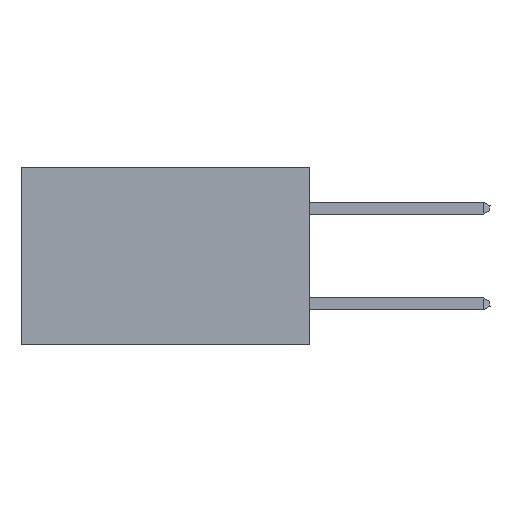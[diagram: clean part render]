
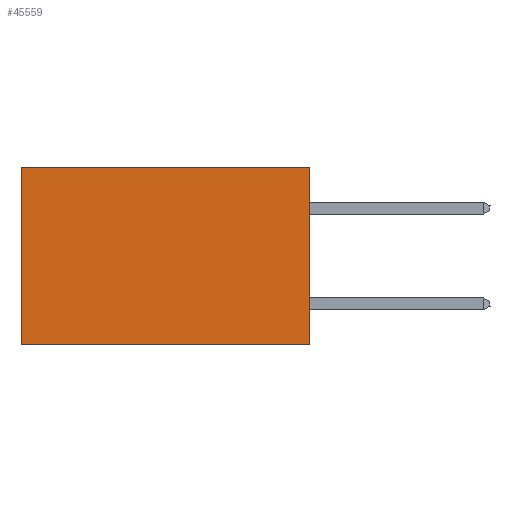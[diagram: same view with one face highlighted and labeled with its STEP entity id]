
A CAD part, left-side view. The second image highlights one B-rep face of the part: STEP entity #45559.
In plain terms, the highlighted planar face has unit normal (-1, 0, 0).
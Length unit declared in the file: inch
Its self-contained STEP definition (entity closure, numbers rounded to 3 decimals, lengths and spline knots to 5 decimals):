
#974 = DIRECTION ( 'NONE',  ( 0., 0., -1. ) ) ;
#1118 = CARTESIAN_POINT ( 'NONE',  ( 0.2875, 0.6, 0. ) ) ;
#2915 = DIRECTION ( 'NONE',  ( 1., 0., 0. ) ) ;
#3222 = EDGE_CURVE ( 'NONE', #23618, #35398, #10347, .T. ) ;
#3389 = CARTESIAN_POINT ( 'NONE',  ( 0.2875, 0., -0.37 ) ) ;
#4092 = CARTESIAN_POINT ( 'NONE',  ( 0.2875, 0.6, -0.37 ) ) ;
#5323 = CARTESIAN_POINT ( 'NONE',  ( 0.2875, 0., 0. ) ) ;
#5923 = ORIENTED_EDGE ( 'NONE', *, *, #3222, .T. ) ;
#7416 = ORIENTED_EDGE ( 'NONE', *, *, #44735, .F. ) ;
#9093 = ORIENTED_EDGE ( 'NONE', *, *, #28824, .T. ) ;
#9748 = LINE ( 'NONE', #1118, #13661 ) ;
#9820 = DIRECTION ( 'NONE',  ( 0., 0., -1. ) ) ;
#9994 = DIRECTION ( 'NONE',  ( 0., 1., 0. ) ) ;
#10196 = VECTOR ( 'NONE', #9994, 39.37008 ) ;
#10347 = LINE ( 'NONE', #5323, #41180 ) ;
#10846 = VERTEX_POINT ( 'NONE', #23068 ) ;
#12846 = DIRECTION ( 'NONE',  ( 0., 1., 0. ) ) ;
#13661 = VECTOR ( 'NONE', #974, 39.37008 ) ;
#14342 = EDGE_LOOP ( 'NONE', ( #9093, #34273, #7416, #5923 ) ) ;
#16186 = VECTOR ( 'NONE', #22163, 39.37008 ) ;
#18001 = CARTESIAN_POINT ( 'NONE',  ( 0.2875, 0.6, 0. ) ) ;
#19548 = LINE ( 'NONE', #33296, #16186 ) ;
#20637 = CARTESIAN_POINT ( 'NONE',  ( 0.2875, 0., 0. ) ) ;
#22163 = DIRECTION ( 'NONE',  ( 0., 0., -1. ) ) ;
#23068 = CARTESIAN_POINT ( 'NONE',  ( 0.2875, 0., -0.37 ) ) ;
#23618 = VERTEX_POINT ( 'NONE', #31842 ) ;
#28176 = VERTEX_POINT ( 'NONE', #4092 ) ;
#28824 = EDGE_CURVE ( 'NONE', #35398, #28176, #9748, .T. ) ;
#29822 = EDGE_CURVE ( 'NONE', #10846, #28176, #36590, .T. ) ;
#31842 = CARTESIAN_POINT ( 'NONE',  ( 0.2875, 0., 0. ) ) ;
#32462 = FACE_OUTER_BOUND ( 'NONE', #14342, .T. ) ;
#33296 = CARTESIAN_POINT ( 'NONE',  ( 0.2875, 0., 0. ) ) ;
#34273 = ORIENTED_EDGE ( 'NONE', *, *, #29822, .F. ) ;
#35398 = VERTEX_POINT ( 'NONE', #18001 ) ;
#36590 = LINE ( 'NONE', #3389, #10196 ) ;
#41180 = VECTOR ( 'NONE', #12846, 39.37008 ) ;
#44735 = EDGE_CURVE ( 'NONE', #23618, #10846, #19548, .T. ) ;
#45559 = ADVANCED_FACE ( 'NONE', ( #32462 ), #45676, .F. ) ;
#45676 = PLANE ( 'NONE',  #45967 ) ;
#45967 = AXIS2_PLACEMENT_3D ( 'NONE', #20637, #2915, #9820 ) ;
